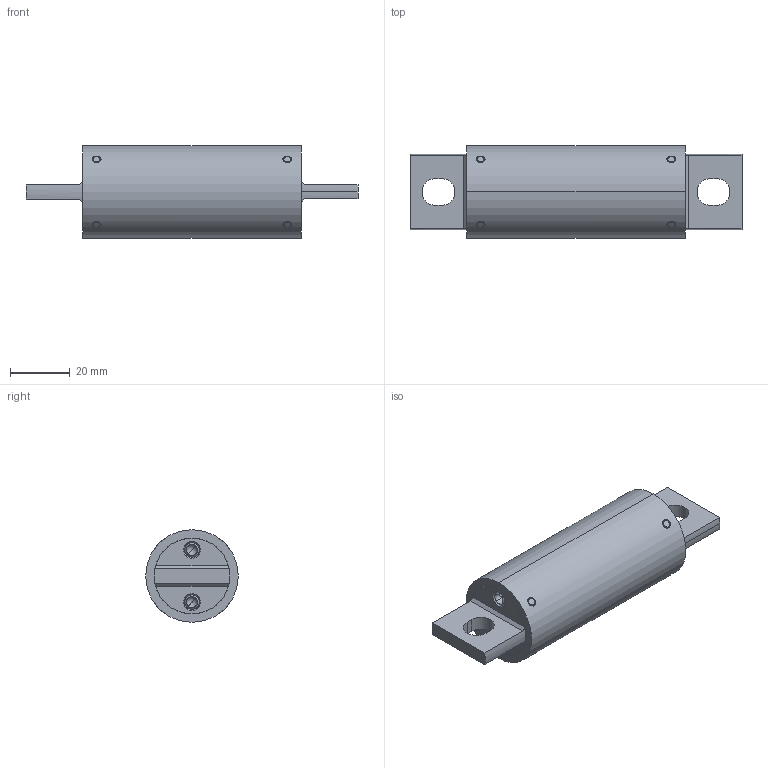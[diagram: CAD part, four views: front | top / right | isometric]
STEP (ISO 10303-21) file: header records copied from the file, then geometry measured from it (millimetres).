
FILE_DESCRIPTION (( 'STEP AP214' ), '1' );
FILE_NAME ('OUT-1208188.STEP', '2023-05-31T17:59:55', ( '' ), ( '' ), 'SwSTEP 2.0', 'SolidWorks 2021', '' );
FILE_SCHEMA (( 'AUTOMOTIVE_DESIGN' ));
Length unit declared in the file: inch
Products named in the file (1): OUT-1208188
Bounding box: 111.12 x 30.96 x 30.96 mm (x, y, z)
Volume: 29642.3 mm3; surface area: 21422.2 mm2
Topology: 15 solids, 15 shells, 232 faces, 550 edges, 326 vertices
Faces by surface type: cylinder 90, cone 74, plane 52, sphere 16
Entity records: 10758 total; most frequent: CARTESIAN_POINT 2397, DIRECTION 1110, ORIENTED_EDGE 1004, EDGE_CURVE 502, AXIS2_PLACEMENT_3D 447, VERTEX_POINT 310, EDGE_LOOP 272, DIMENSIONAL_EXPONENTS 249
